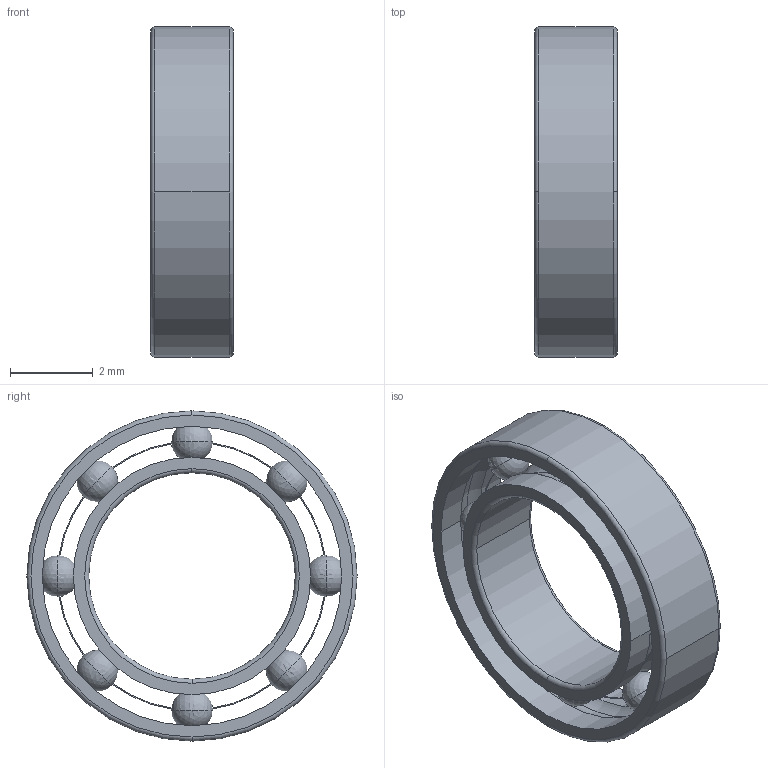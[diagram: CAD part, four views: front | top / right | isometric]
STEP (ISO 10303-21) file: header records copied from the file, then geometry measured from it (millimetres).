
FILE_DESCRIPTION(('STEP AP214'),'1');
FILE_NAME('skf_bearing_w_617_5_2.stp','2024-11-21T13:01:19',('TraceParts'),('TraceParts S.A.'),'Spatial InterOp 3D',' ',' ');
FILE_SCHEMA(('AUTOMOTIVE_DESIGN { 1 0 10303 214 1 1 1 1 }'));
Length unit declared in the file: millimetre
Products named in the file (1): skf_bearing_w_617_5_2_1
Bounding box: 2 x 8 x 8 mm (x, y, z)
Volume: 32.3 mm3; surface area: 218.9 mm2
Topology: 3 solids, 3 shells, 64 faces, 180 edges, 104 vertices
Faces by surface type: torus 32, sphere 16, cylinder 12, plane 4
Entity records: 2419 total; most frequent: CARTESIAN_POINT 863, DIRECTION 354, ORIENTED_EDGE 296, AXIS2_PLACEMENT_3D 171, EDGE_CURVE 148, VERTEX_POINT 104, CIRCLE 104, EDGE_LOOP 84
